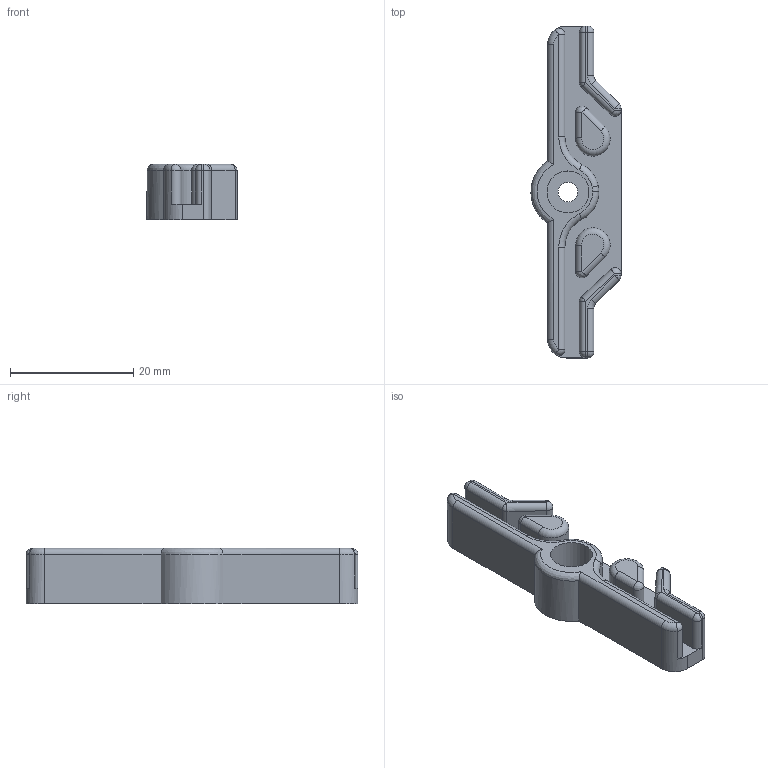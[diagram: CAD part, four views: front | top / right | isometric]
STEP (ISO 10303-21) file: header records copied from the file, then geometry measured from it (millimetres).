
FILE_DESCRIPTION(('FreeCAD Model'),'2;1');
FILE_NAME('Open CASCADE Shape Model','2021-12-25T18:25:02',('Author'),( ''),'Open CASCADE STEP processor 7.5','FreeCAD','Unknown');
FILE_SCHEMA(('AUTOMOTIVE_DESIGN { 1 0 10303 214 1 1 1 1 }'));
Length unit declared in the file: millimetre
Products named in the file (1): hbelt.clamp
Bounding box: 14.6 x 53.8 x 9 mm (x, y, z)
Volume: 3450.4 mm3; surface area: 2958.9 mm2
Topology: 1 solids, 1 shells, 99 faces, 248 edges, 142 vertices
Faces by surface type: cylinder 46, plane 27, sphere 12, torus 11, revolution 2, bspline 1
Full cylindrical faces by diameter (mm): 3.2 x1, 6.8 x1
Entity records: 6533 total; most frequent: CARTESIAN_POINT 1635, DIRECTION 983, LINE 526, VECTOR 526, ORIENTED_EDGE 472, PCURVE 472, DEFINITIONAL_REPRESENTATION 472, EDGE_CURVE 236
